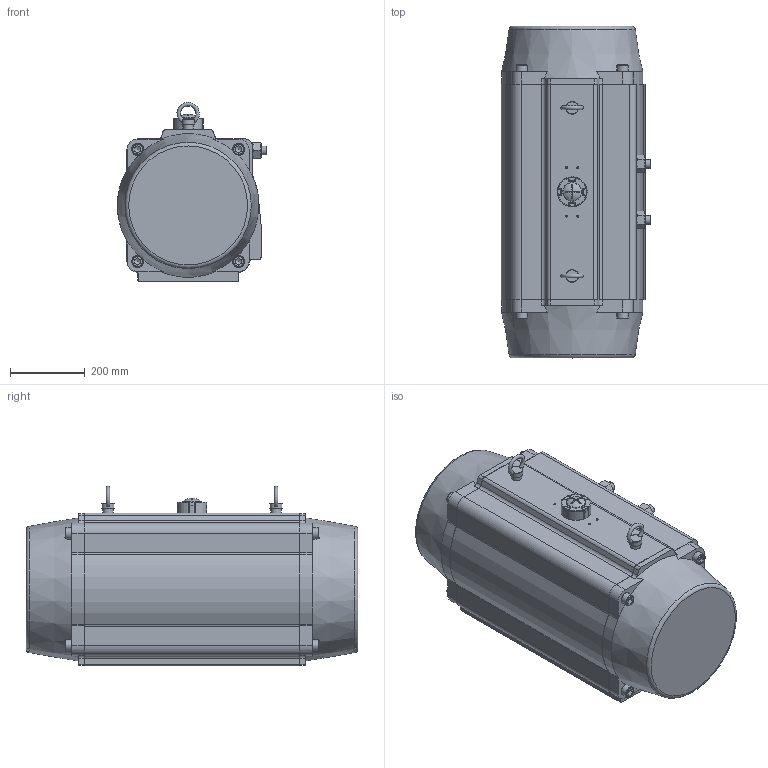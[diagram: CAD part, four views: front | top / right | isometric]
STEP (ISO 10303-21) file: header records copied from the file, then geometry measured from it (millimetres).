
FILE_DESCRIPTION(/* description */ (''),/* implementation_level */ '2;1');
FILE_NAME(/* name */ 'C-350SR12.step',/* time_stamp */ '2023-10-27T09:30:07+08:00',/* author */ (''),/* organization */ (''),/* preprocessor_version */ 'ST-DEVELOPER v16',/* originating_system */ 'SIEMENS PLM Software NX 10.0',/* authorisation */ '');
FILE_SCHEMA (('AUTOMOTIVE_DESIGN { 1 0 10303 214 3 1 1 1 }'));
Length unit declared in the file: millimetre
Products named in the file (19): 吊环; 吊环支承圈; 端盖紧固螺钉; C-350端盖O型圈; 新C350端盖; C-350指示器螺钉; C-350指示器; 卡簧; C-350外垫片; C-350外不锈钢垫片; 新C-350缸体; C-350上轴O型圈; C-350下轴O型圈; C-350上轴支承圈; C-350下轴支承圈; 新C-350轴; C-350体调节螺母; GB-T77-2000,M24x150; C-350新型总装
Assembly tree (31 placements, depth 2):
  C-350新型总装
    GB-T77-2000,M24x150  x2
    C-350体调节螺母  x2
    新C-350轴
    C-350下轴支承圈
    C-350上轴支承圈
    C-350下轴O型圈
    C-350上轴O型圈
    新C-350缸体
    C-350外不锈钢垫片
    C-350外垫片
    卡簧
    C-350指示器
    C-350指示器螺钉
    新C350端盖  x2
    C-350端盖O型圈  x2
    端盖紧固螺钉  x8
    吊环支承圈  x2
    吊环  x2
Bounding box: 400.6 x 888 x 479.95 mm (x, y, z)
Volume: 35958417.6 mm3; surface area: 3430674.2 mm2
Topology: 46 solids, 46 shells, 1131 faces, 2884 edges, 1862 vertices
Faces by surface type: plane 463, cylinder 419, cone 147, torus 66, bspline 31, sphere 5
Full cylindrical faces by diameter (mm): 3 x2, 4.2 x4, 5 x7, 6.144 x1, 12 x2, 14 x13, 15 x2, 16 x2, 17 x2, 17.292 x8, 17.294 x8, 17.5 x12, 19.5 x2, 20 x16, 21.5 x8, 23.577 x2, 23.752 x2, 24.077 x2, 27 x2, 27.001 x2, 28 x2, 30 x8, 32 x8, 34 x2, 45 x1, 50 x3, 54.3 x1, 56 x3, 60 x8, 68 x1
Entity records: 29212 total; most frequent: CARTESIAN_POINT 11132, DIRECTION 3710, ORIENTED_EDGE 3278, EDGE_CURVE 1639, AXIS2_PLACEMENT_3D 1469, VERTEX_POINT 1198, EDGE_LOOP 1045, LINE 772
